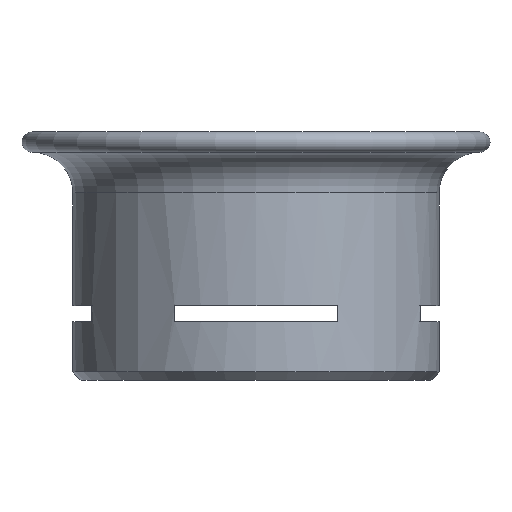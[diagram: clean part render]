
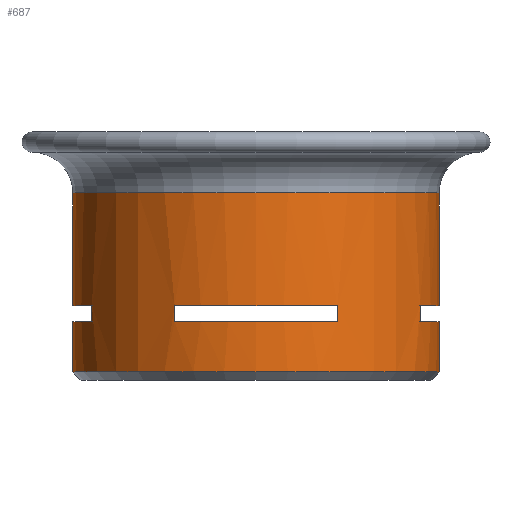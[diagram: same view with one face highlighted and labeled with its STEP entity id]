
A CAD part, front view. The second image highlights one B-rep face of the part: STEP entity #687.
In plain terms, the highlighted cylindrical face has radius 22.5 mm (diameter 45 mm), a partial arc.
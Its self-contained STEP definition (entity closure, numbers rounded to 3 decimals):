
#7 = AXIS2_PLACEMENT_3D ( 'NONE', #314, #923, #213 ) ;
#8 = DIRECTION ( 'NONE',  ( 0., -1., 0. ) ) ;
#10 = ORIENTED_EDGE ( 'NONE', *, *, #284, .F. ) ;
#26 = AXIS2_PLACEMENT_3D ( 'NONE', #271, #98, #704 ) ;
#32 = VERTEX_POINT ( 'NONE', #64 ) ;
#41 = CARTESIAN_POINT ( 'NONE',  ( 10., -20.156, 0. ) ) ;
#51 = CARTESIAN_POINT ( 'NONE',  ( 0., 0., 0. ) ) ;
#58 = VERTEX_POINT ( 'NONE', #874 ) ;
#59 = VECTOR ( 'NONE', #1129, 1000. ) ;
#61 = EDGE_LOOP ( 'NONE', ( #338, #625, #293, #739, #415, #955, #167, #92, #10, #278, #443, #867 ) ) ;
#62 = CYLINDRICAL_SURFACE ( 'NONE', #482, 22.5 ) ;
#64 = CARTESIAN_POINT ( 'NONE',  ( -22.5, 0., 7.153 ) ) ;
#77 = CARTESIAN_POINT ( 'NONE',  ( -20.156, -10., 9.153 ) ) ;
#84 = CARTESIAN_POINT ( 'NONE',  ( 22.5, 0., 0. ) ) ;
#92 = ORIENTED_EDGE ( 'NONE', *, *, #1117, .F. ) ;
#98 = DIRECTION ( 'NONE',  ( 0., 0., -1. ) ) ;
#101 = AXIS2_PLACEMENT_3D ( 'NONE', #309, #473, #112 ) ;
#104 = ORIENTED_EDGE ( 'NONE', *, *, #376, .T. ) ;
#107 = CARTESIAN_POINT ( 'NONE',  ( 22.5, 0., 1. ) ) ;
#109 = EDGE_CURVE ( 'NONE', #777, #794, #665, .T. ) ;
#112 = DIRECTION ( 'NONE',  ( 0., 1., 0. ) ) ;
#117 = LINE ( 'NONE', #574, #931 ) ;
#123 = DIRECTION ( 'NONE',  ( 0., 0., -1. ) ) ;
#143 = DIRECTION ( 'NONE',  ( -1., 0., 0. ) ) ;
#164 = CARTESIAN_POINT ( 'NONE',  ( 22.5, 0., 9.153 ) ) ;
#166 = CARTESIAN_POINT ( 'NONE',  ( -20.156, -10., 0. ) ) ;
#167 = ORIENTED_EDGE ( 'NONE', *, *, #562, .T. ) ;
#171 = VECTOR ( 'NONE', #389, 1000. ) ;
#183 = CARTESIAN_POINT ( 'NONE',  ( -10., -20.156, 7.153 ) ) ;
#188 = VECTOR ( 'NONE', #442, 1000. ) ;
#189 = DIRECTION ( 'NONE',  ( 0., -1., 0. ) ) ;
#198 = VERTEX_POINT ( 'NONE', #77 ) ;
#207 = CARTESIAN_POINT ( 'NONE',  ( 0., 0., 7.153 ) ) ;
#211 = CIRCLE ( 'NONE', #101, 22.5 ) ;
#213 = DIRECTION ( 'NONE',  ( 0., 1., 0. ) ) ;
#214 = CARTESIAN_POINT ( 'NONE',  ( 20.156, -10., 9.153 ) ) ;
#220 = CARTESIAN_POINT ( 'NONE',  ( -22.5, 0., 0. ) ) ;
#225 = EDGE_CURVE ( 'NONE', #198, #1045, #810, .T. ) ;
#243 = VERTEX_POINT ( 'NONE', #183 ) ;
#244 = LINE ( 'NONE', #41, #59 ) ;
#257 = ORIENTED_EDGE ( 'NONE', *, *, #109, .T. ) ;
#258 = DIRECTION ( 'NONE',  ( 0., 0., -1. ) ) ;
#269 = EDGE_CURVE ( 'NONE', #58, #1061, #882, .T. ) ;
#271 = CARTESIAN_POINT ( 'NONE',  ( 0., 0., 23. ) ) ;
#278 = ORIENTED_EDGE ( 'NONE', *, *, #604, .T. ) ;
#284 = EDGE_CURVE ( 'NONE', #1105, #501, #457, .T. ) ;
#293 = ORIENTED_EDGE ( 'NONE', *, *, #621, .T. ) ;
#306 = EDGE_CURVE ( 'NONE', #996, #1134, #880, .T. ) ;
#308 = CARTESIAN_POINT ( 'NONE',  ( 0., 0., 7.153 ) ) ;
#309 = CARTESIAN_POINT ( 'NONE',  ( 0., 0., 9.153 ) ) ;
#310 = CARTESIAN_POINT ( 'NONE',  ( 22.5, 0., 23. ) ) ;
#314 = CARTESIAN_POINT ( 'NONE',  ( 0., 0., 9.153 ) ) ;
#338 = ORIENTED_EDGE ( 'NONE', *, *, #819, .F. ) ;
#342 = VECTOR ( 'NONE', #1072, 1000. ) ;
#371 = AXIS2_PLACEMENT_3D ( 'NONE', #1119, #123, #486 ) ;
#374 = ORIENTED_EDGE ( 'NONE', *, *, #651, .T. ) ;
#376 = EDGE_CURVE ( 'NONE', #1058, #243, #743, .T. ) ;
#379 = VERTEX_POINT ( 'NONE', #808 ) ;
#389 = DIRECTION ( 'NONE',  ( 0., 0., -1. ) ) ;
#396 = LINE ( 'NONE', #751, #1007 ) ;
#403 = DIRECTION ( 'NONE',  ( 0., -1., 0. ) ) ;
#415 = ORIENTED_EDGE ( 'NONE', *, *, #225, .T. ) ;
#431 = CARTESIAN_POINT ( 'NONE',  ( -22.5, 0., 1. ) ) ;
#442 = DIRECTION ( 'NONE',  ( 0., 0., -1. ) ) ;
#443 = ORIENTED_EDGE ( 'NONE', *, *, #269, .T. ) ;
#457 = LINE ( 'NONE', #84, #342 ) ;
#473 = DIRECTION ( 'NONE',  ( 0., 0., 1. ) ) ;
#482 = AXIS2_PLACEMENT_3D ( 'NONE', #51, #770, #143 ) ;
#486 = DIRECTION ( 'NONE',  ( -1., 0., 0. ) ) ;
#496 = EDGE_CURVE ( 'NONE', #243, #777, #117, .T. ) ;
#498 = FACE_BOUND ( 'NONE', #973, .T. ) ;
#501 = VERTEX_POINT ( 'NONE', #107 ) ;
#515 = ORIENTED_EDGE ( 'NONE', *, *, #496, .T. ) ;
#560 = LINE ( 'NONE', #922, #171 ) ;
#562 = EDGE_CURVE ( 'NONE', #32, #618, #560, .T. ) ;
#573 = CIRCLE ( 'NONE', #683, 22.5 ) ;
#574 = CARTESIAN_POINT ( 'NONE',  ( -10., -20.156, 0. ) ) ;
#581 = EDGE_CURVE ( 'NONE', #1045, #32, #573, .T. ) ;
#604 = EDGE_CURVE ( 'NONE', #1105, #58, #828, .T. ) ;
#618 = VERTEX_POINT ( 'NONE', #431 ) ;
#621 = EDGE_CURVE ( 'NONE', #1134, #379, #1048, .T. ) ;
#624 = DIRECTION ( 'NONE',  ( 0., 0., 1. ) ) ;
#625 = ORIENTED_EDGE ( 'NONE', *, *, #306, .T. ) ;
#651 = EDGE_CURVE ( 'NONE', #794, #1058, #244, .T. ) ;
#665 = CIRCLE ( 'NONE', #752, 22.5 ) ;
#676 = CARTESIAN_POINT ( 'NONE',  ( 22.5, 0., 7.153 ) ) ;
#680 = DIRECTION ( 'NONE',  ( 0., 0., -1. ) ) ;
#682 = CARTESIAN_POINT ( 'NONE',  ( 10., -20.156, 7.153 ) ) ;
#683 = AXIS2_PLACEMENT_3D ( 'NONE', #207, #1013, #403 ) ;
#687 = ADVANCED_FACE ( 'NONE', ( #845, #498 ), #62, .T. ) ;
#704 = DIRECTION ( 'NONE',  ( -1., 0., 0. ) ) ;
#706 = AXIS2_PLACEMENT_3D ( 'NONE', #1155, #258, #8 ) ;
#734 = VECTOR ( 'NONE', #624, 1000. ) ;
#739 = ORIENTED_EDGE ( 'NONE', *, *, #1100, .T. ) ;
#742 = DIRECTION ( 'NONE',  ( 0., 0., -1. ) ) ;
#743 = CIRCLE ( 'NONE', #706, 22.5 ) ;
#751 = CARTESIAN_POINT ( 'NONE',  ( 22.5, 0., 0. ) ) ;
#752 = AXIS2_PLACEMENT_3D ( 'NONE', #944, #957, #1141 ) ;
#770 = DIRECTION ( 'NONE',  ( 0., 0., -1. ) ) ;
#773 = VECTOR ( 'NONE', #680, 1000. ) ;
#777 = VERTEX_POINT ( 'NONE', #971 ) ;
#781 = VERTEX_POINT ( 'NONE', #164 ) ;
#794 = VERTEX_POINT ( 'NONE', #881 ) ;
#808 = CARTESIAN_POINT ( 'NONE',  ( -22.5, 0., 9.153 ) ) ;
#810 = LINE ( 'NONE', #166, #188 ) ;
#819 = EDGE_CURVE ( 'NONE', #996, #781, #396, .T. ) ;
#828 = CIRCLE ( 'NONE', #886, 22.5 ) ;
#835 = DIRECTION ( 'NONE',  ( 0., 0., 1. ) ) ;
#845 = FACE_OUTER_BOUND ( 'NONE', #61, .T. ) ;
#867 = ORIENTED_EDGE ( 'NONE', *, *, #1102, .T. ) ;
#868 = CIRCLE ( 'NONE', #371, 22.5 ) ;
#874 = CARTESIAN_POINT ( 'NONE',  ( 20.156, -10., 7.153 ) ) ;
#880 = CIRCLE ( 'NONE', #26, 22.5 ) ;
#881 = CARTESIAN_POINT ( 'NONE',  ( 10., -20.156, 9.153 ) ) ;
#882 = LINE ( 'NONE', #979, #734 ) ;
#886 = AXIS2_PLACEMENT_3D ( 'NONE', #308, #1087, #189 ) ;
#912 = CIRCLE ( 'NONE', #7, 22.5 ) ;
#922 = CARTESIAN_POINT ( 'NONE',  ( -22.5, 0., 0. ) ) ;
#923 = DIRECTION ( 'NONE',  ( 0., 0., 1. ) ) ;
#931 = VECTOR ( 'NONE', #835, 1000. ) ;
#944 = CARTESIAN_POINT ( 'NONE',  ( 0., 0., 9.153 ) ) ;
#955 = ORIENTED_EDGE ( 'NONE', *, *, #581, .T. ) ;
#957 = DIRECTION ( 'NONE',  ( 0., 0., 1. ) ) ;
#971 = CARTESIAN_POINT ( 'NONE',  ( -10., -20.156, 9.153 ) ) ;
#973 = EDGE_LOOP ( 'NONE', ( #257, #374, #104, #515 ) ) ;
#979 = CARTESIAN_POINT ( 'NONE',  ( 20.156, -10., 0. ) ) ;
#996 = VERTEX_POINT ( 'NONE', #310 ) ;
#1007 = VECTOR ( 'NONE', #742, 1000. ) ;
#1013 = DIRECTION ( 'NONE',  ( 0., 0., -1. ) ) ;
#1020 = CARTESIAN_POINT ( 'NONE',  ( -20.156, -10., 7.153 ) ) ;
#1045 = VERTEX_POINT ( 'NONE', #1020 ) ;
#1048 = LINE ( 'NONE', #220, #773 ) ;
#1058 = VERTEX_POINT ( 'NONE', #682 ) ;
#1061 = VERTEX_POINT ( 'NONE', #214 ) ;
#1072 = DIRECTION ( 'NONE',  ( 0., 0., -1. ) ) ;
#1087 = DIRECTION ( 'NONE',  ( 0., 0., -1. ) ) ;
#1100 = EDGE_CURVE ( 'NONE', #379, #198, #211, .T. ) ;
#1102 = EDGE_CURVE ( 'NONE', #1061, #781, #912, .T. ) ;
#1105 = VERTEX_POINT ( 'NONE', #676 ) ;
#1109 = CARTESIAN_POINT ( 'NONE',  ( -22.5, 0., 23. ) ) ;
#1117 = EDGE_CURVE ( 'NONE', #501, #618, #868, .T. ) ;
#1119 = CARTESIAN_POINT ( 'NONE',  ( 0., 0., 1. ) ) ;
#1129 = DIRECTION ( 'NONE',  ( 0., 0., -1. ) ) ;
#1134 = VERTEX_POINT ( 'NONE', #1109 ) ;
#1141 = DIRECTION ( 'NONE',  ( 0., 1., 0. ) ) ;
#1155 = CARTESIAN_POINT ( 'NONE',  ( 0., 0., 7.153 ) ) ;
